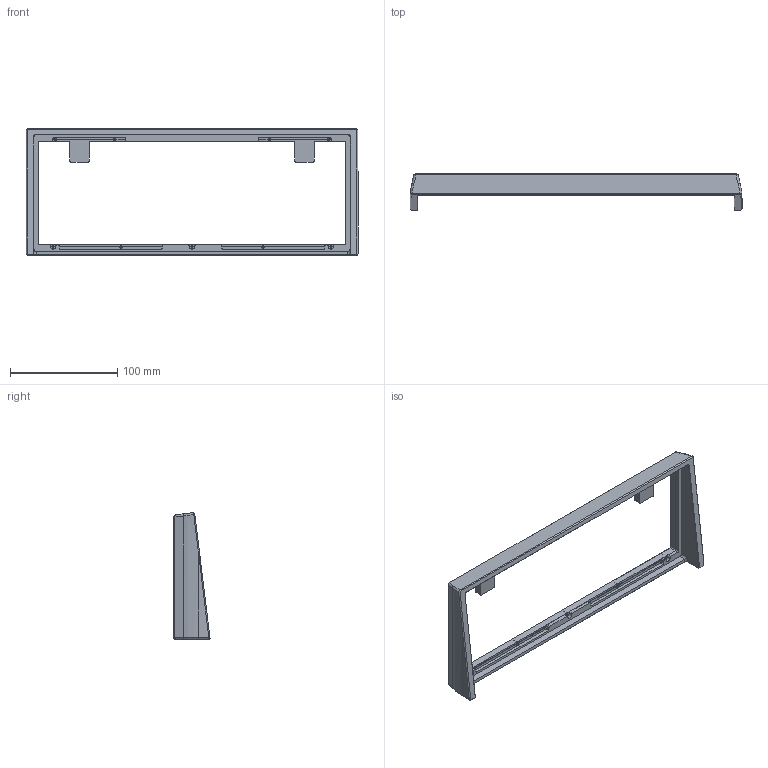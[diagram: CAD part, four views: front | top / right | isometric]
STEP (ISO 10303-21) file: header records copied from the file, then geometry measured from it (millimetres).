
FILE_DESCRIPTION(/* description */ (''),/* implementation_level */ '2;1');
FILE_NAME(/* name */ 'top.step',/* time_stamp */ '2022-05-09T22:03:14-04:00',/* author */ (''),/* organization */ (''),/* preprocessor_version */ 'ST-DEVELOPER v18.1',/* originating_system */ 'Autodesk Translation Framework v10.14.0.1471',/* authorisation */ '');
FILE_SCHEMA (('AUTOMOTIVE_DESIGN { 1 0 10303 214 3 1 1 }'));
Length unit declared in the file: millimetre
Products named in the file (1): top
Bounding box: 309.4 x 33.63 x 118.29 mm (x, y, z)
Volume: 130032.5 mm3; surface area: 51245.7 mm2
Topology: 1 solids, 1 shells, 368 faces, 979 edges, 629 vertices
Faces by surface type: bspline 145, plane 106, cylinder 92, cone 23, torus 2
Full cylindrical faces by diameter (mm): 2 x9
Entity records: 12460 total; most frequent: CARTESIAN_POINT 4003, ORIENTED_EDGE 1940, DIRECTION 1448, EDGE_CURVE 970, VERTEX_POINT 629, LINE 488, VECTOR 488, AXIS2_PLACEMENT_3D 480
